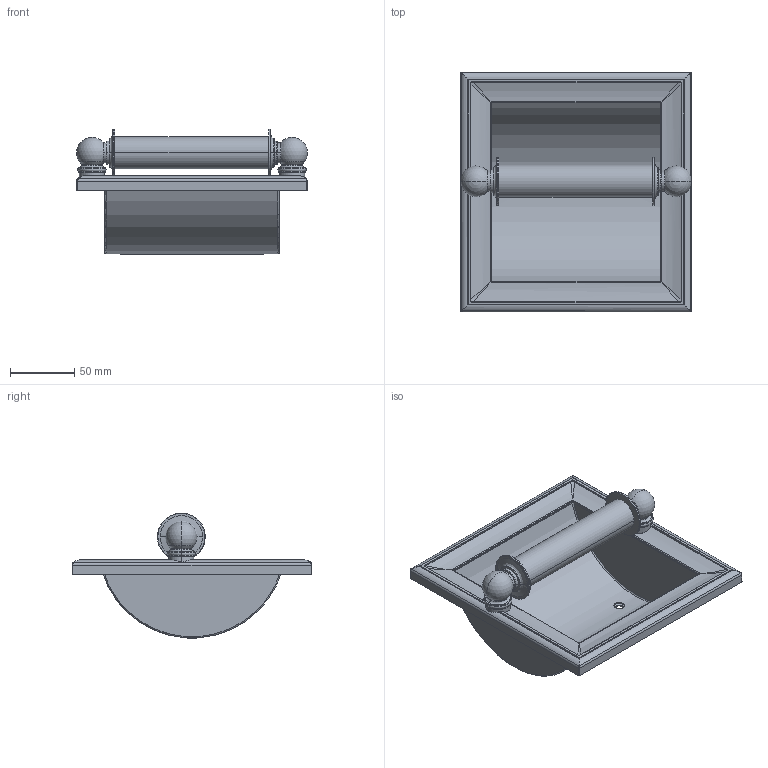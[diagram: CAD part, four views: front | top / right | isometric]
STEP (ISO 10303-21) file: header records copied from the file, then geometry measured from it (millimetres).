
FILE_DESCRIPTION((''),'2;1');
FILE_NAME('4528_WEB','2010-09-03T',('project'),(''),'PRO/ENGINEER BY PARAMETRIC TECHNOLOGY CORPORATION, 2009300','PRO/ENGINEER BY PARAMETRIC TECHNOLOGY CORPORATION, 2009300','');
FILE_SCHEMA(('CONFIG_CONTROL_DESIGN'));
Length unit declared in the file: inch
Products named in the file (1): 4528_WEB
Bounding box: 179.47 x 186.25 x 97.77 mm (x, y, z)
Surface area: 136388.5 mm2 (no closed solid volume)
Topology: 0 solids, 10 shells, 287 faces, 732 edges, 456 vertices
Faces by surface type: cylinder 82, plane 73, torus 55, bspline 43, cone 18, sphere 12, extrusion 4
Entity records: 11256 total; most frequent: CARTESIAN_POINT 4669, DIRECTION 1350, ORIENTED_EDGE 1312, EDGE_CURVE 728, AXIS2_PLACEMENT_3D 550, VERTEX_POINT 456, EDGE_LOOP 312, CIRCLE 310
